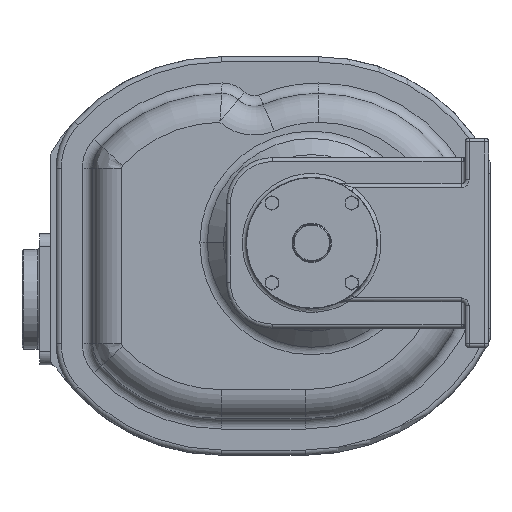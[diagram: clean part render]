
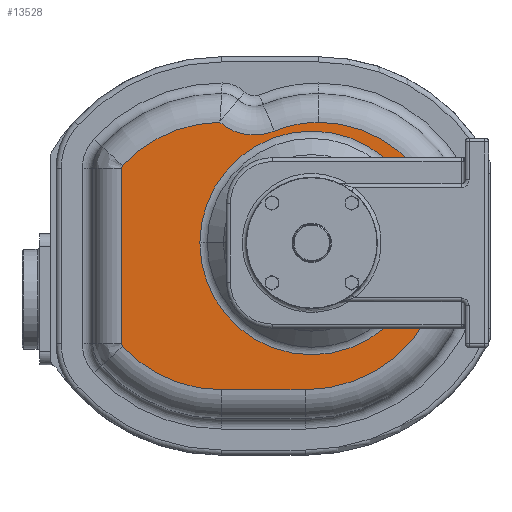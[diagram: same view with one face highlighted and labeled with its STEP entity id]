
A CAD part, left-side view. The second image highlights one B-rep face of the part: STEP entity #13528.
In plain terms, the highlighted planar face has unit normal (-1, 0, 0).
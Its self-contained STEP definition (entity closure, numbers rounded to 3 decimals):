
#2699=CARTESIAN_POINT('',(-74.5,69.,-10.));
#2700=DIRECTION('',(-1.,0.,0.));
#2701=DIRECTION('',(0.,0.011,1.));
#2702=AXIS2_PLACEMENT_3D('',#2699,#2700,#2701);
#2704=CARTESIAN_POINT('',(-74.5,43.873,122.22));
#2705=DIRECTION('',(1.,0.,0.));
#2706=DIRECTION('',(0.,-0.385,-0.923));
#2707=AXIS2_PLACEMENT_3D('',#2704,#2705,#2706);
#2709=CARTESIAN_POINT('',(-74.5,-5.,5.));
#2710=DIRECTION('',(-1.,0.,0.));
#2711=DIRECTION('',(0.,0.,1.));
#2712=AXIS2_PLACEMENT_3D('',#2709,#2710,#2711);
#2714=CARTESIAN_POINT('',(-74.5,-5.,-5.));
#2715=DIRECTION('',(-1.,0.,0.));
#2716=DIRECTION('',(0.,-1.,0.));
#2717=AXIS2_PLACEMENT_3D('',#2714,#2715,#2716);
#2719=CARTESIAN_POINT('',(-74.5,5.,-5.));
#2720=DIRECTION('',(-1.,0.,0.));
#2721=DIRECTION('',(0.,0.,-1.));
#2722=AXIS2_PLACEMENT_3D('',#2719,#2720,#2721);
#2724=DIRECTION('',(0.,-1.,0.));
#2725=VECTOR('',#2724,64.);
#2726=CARTESIAN_POINT('',(-74.5,69.,-112.));
#2727=LINE('',#2726,#2725);
#2728=CARTESIAN_POINT('',(-74.5,69.,-10.));
#2729=DIRECTION('',(-1.,0.,0.));
#2730=DIRECTION('',(0.,0.737,-0.675));
#2731=AXIS2_PLACEMENT_3D('',#2728,#2729,#2730);
#2733=CARTESIAN_POINT('',(-74.5,142.,-76.873));
#2734=DIRECTION('',(-1.,0.,0.));
#2735=DIRECTION('',(0.,1.,0.));
#2736=AXIS2_PLACEMENT_3D('',#2733,#2734,#2735);
#2738=DIRECTION('',(0.,0.,-1.));
#2739=VECTOR('',#2738,133.746);
#2740=CARTESIAN_POINT('',(-74.5,145.,56.873));
#2741=LINE('',#2740,#2739);
#2742=CARTESIAN_POINT('',(-74.5,142.,56.873));
#2743=DIRECTION('',(-1.,0.,0.));
#2744=DIRECTION('',(0.,0.737,0.675));
#2745=AXIS2_PLACEMENT_3D('',#2742,#2743,#2744);
#2747=CARTESIAN_POINT('',(-74.5,0.,0.));
#2748=DIRECTION('',(-1.,0.,0.));
#2749=DIRECTION('',(0.,1.,0.));
#2750=AXIS2_PLACEMENT_3D('',#2747,#2748,#2749);
#2752=CARTESIAN_POINT('',(-74.5,0.,0.));
#2753=DIRECTION('',(-1.,0.,0.));
#2754=DIRECTION('',(0.,-1.,0.));
#2755=AXIS2_PLACEMENT_3D('',#2752,#2753,#2754);
#2757=CARTESIAN_POINT('',(-74.5,70.073,91.994));
#8601=VERTEX_POINT('',#2757);
#8604=CARTESIAN_POINT('',(-74.5,85.314,0.));
#8605=CARTESIAN_POINT('',(-74.5,-85.314,0.));
#8606=VERTEX_POINT('',#8604);
#8607=VERTEX_POINT('',#8605);
#8620=CARTESIAN_POINT('',(-74.5,144.212,58.899));
#8621=VERTEX_POINT('',#8620);
#8624=CARTESIAN_POINT('',(-74.5,145.,56.873));
#8625=VERTEX_POINT('',#8624);
#8628=CARTESIAN_POINT('',(-74.5,145.,-76.873));
#8629=VERTEX_POINT('',#8628);
#8632=CARTESIAN_POINT('',(-74.5,144.212,-78.899));
#8633=VERTEX_POINT('',#8632);
#8636=CARTESIAN_POINT('',(-74.5,69.,-112.));
#8637=VERTEX_POINT('',#8636);
#8640=CARTESIAN_POINT('',(-74.5,5.,-112.));
#8641=VERTEX_POINT('',#8640);
#8644=CARTESIAN_POINT('',(-74.5,-102.,-5.));
#8645=VERTEX_POINT('',#8644);
#8648=CARTESIAN_POINT('',(-74.5,-5.,92.));
#8649=VERTEX_POINT('',#8648);
#8652=CARTESIAN_POINT('',(-74.5,28.48,85.3));
#8653=VERTEX_POINT('',#8652);
#13496=CARTESIAN_POINT('',(-74.5,0.,0.));
#13497=DIRECTION('',(-1.,0.,0.));
#13498=DIRECTION('',(0.,0.,1.));
#13499=AXIS2_PLACEMENT_3D('',#13496,#13497,#13498);
#13500=PLANE('',#13499);
#13502=ORIENTED_EDGE('',*,*,#13501,.F.);
#13504=ORIENTED_EDGE('',*,*,#13503,.F.);
#13506=ORIENTED_EDGE('',*,*,#13505,.F.);
#13507=ORIENTED_EDGE('',*,*,#13486,.F.);
#13509=ORIENTED_EDGE('',*,*,#13508,.F.);
#13511=ORIENTED_EDGE('',*,*,#13510,.F.);
#13513=ORIENTED_EDGE('',*,*,#13512,.F.);
#13515=ORIENTED_EDGE('',*,*,#13514,.F.);
#13517=ORIENTED_EDGE('',*,*,#13516,.F.);
#13519=ORIENTED_EDGE('',*,*,#13518,.F.);
#13520=EDGE_LOOP('',(#13502,#13504,#13506,#13507,#13509,#13511,#13513,#13515,
#13517,#13519));
#13521=FACE_OUTER_BOUND('',#13520,.F.);
#13523=ORIENTED_EDGE('',*,*,#13522,.T.);
#13525=ORIENTED_EDGE('',*,*,#13524,.T.);
#13526=EDGE_LOOP('',(#13523,#13525));
#13527=FACE_BOUND('',#13526,.F.);
#13528=ADVANCED_FACE('',(#13521,#13527),#13500,.T.);
#2703=CIRCLE('',#2702,102.);
#2708=CIRCLE('',#2707,40.);
#2713=CIRCLE('',#2712,87.);
#2718=CIRCLE('',#2717,97.);
#2723=CIRCLE('',#2722,107.);
#2732=CIRCLE('',#2731,102.);
#2737=CIRCLE('',#2736,3.);
#2746=CIRCLE('',#2745,3.);
#2751=CIRCLE('',#2750,85.314);
#2756=CIRCLE('',#2755,85.314);
#13486=EDGE_CURVE('',#8645,#8649,#2718,.T.);
#13501=EDGE_CURVE('',#8601,#8621,#2703,.T.);
#13503=EDGE_CURVE('',#8653,#8601,#2708,.T.);
#13505=EDGE_CURVE('',#8649,#8653,#2713,.T.);
#13508=EDGE_CURVE('',#8641,#8645,#2723,.T.);
#13510=EDGE_CURVE('',#8637,#8641,#2727,.T.);
#13512=EDGE_CURVE('',#8633,#8637,#2732,.T.);
#13514=EDGE_CURVE('',#8629,#8633,#2737,.T.);
#13516=EDGE_CURVE('',#8625,#8629,#2741,.T.);
#13518=EDGE_CURVE('',#8621,#8625,#2746,.T.);
#13522=EDGE_CURVE('',#8606,#8607,#2751,.T.);
#13524=EDGE_CURVE('',#8607,#8606,#2756,.T.);
